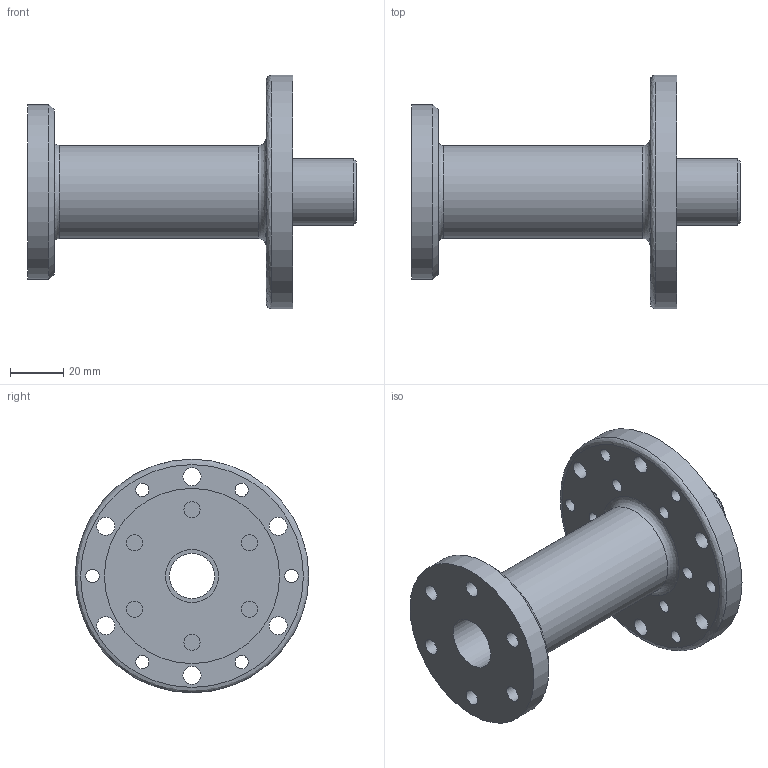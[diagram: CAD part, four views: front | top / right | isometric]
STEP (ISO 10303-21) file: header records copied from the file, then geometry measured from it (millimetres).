
FILE_DESCRIPTION(('FreeCAD Model'),'2;1');
FILE_NAME('Nabe100 HPD12-20.step','2020-02-08T08:50:19',('Author'),(''), 'Open CASCADE STEP processor 7.3','FreeCAD','Unknown');
FILE_SCHEMA(('AUTOMOTIVE_DESIGN { 1 0 10303 214 1 1 1 1 }'));
Length unit declared in the file: millimetre
Products named in the file (2): Body001; Pocket003
Bounding box: 124 x 88 x 88 mm (x, y, z)
Volume: 294486.5 mm3; surface area: 82506 mm2
Topology: 2 solids, 2 shells, 82 faces, 200 edges, 130 vertices
Faces by surface type: cylinder 60, plane 12, revolution 6, cone 4
Full cylindrical faces by diameter (mm): 5 x24, 6.1 x12, 6.8 x12, 17 x2, 20 x2, 25 x2, 35 x2, 66 x2, 88 x2
Entity records: 5343 total; most frequent: DIRECTION 908, CARTESIAN_POINT 819, ORIENTED_EDGE 400, PCURVE 400, DEFINITIONAL_REPRESENTATION 400, LINE 344, VECTOR 344, CIRCLE 262
